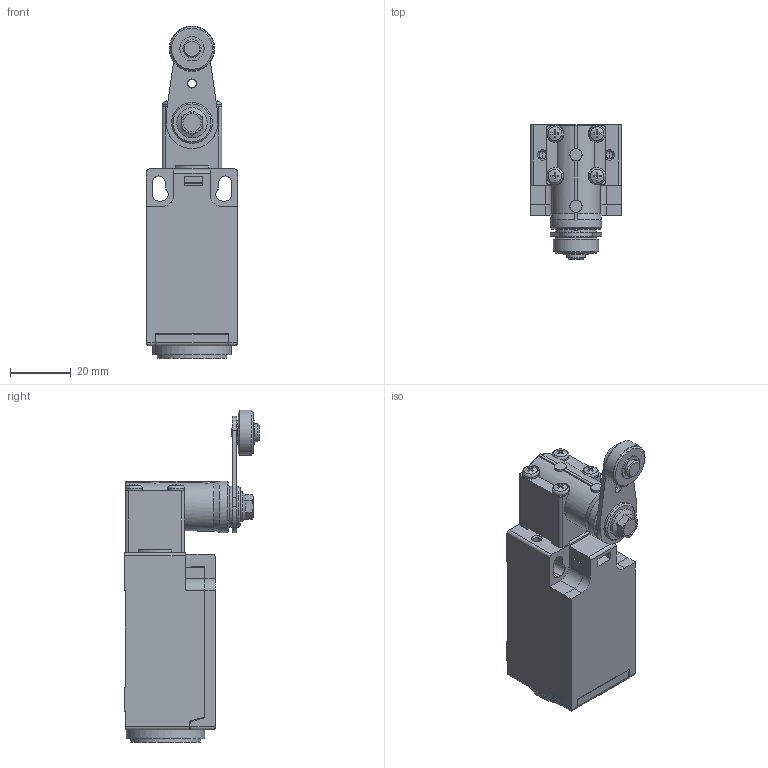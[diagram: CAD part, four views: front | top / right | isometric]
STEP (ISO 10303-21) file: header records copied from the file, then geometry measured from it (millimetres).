
FILE_DESCRIPTION (( 'STEP AP214' ), '1' );
FILE_NAME ('ZV12H-236-02Z.STEP', '2021-01-18T20:24:07', ( '' ), ( '' ), 'SwSTEP 2.0', 'SolidWorks 2019', '' );
FILE_SCHEMA (( 'AUTOMOTIVE_DESIGN' ));
Length unit declared in the file: inch
Products named in the file (1): ZV12H-236-02Z
Bounding box: 30 x 44.55 x 109.7 mm (x, y, z)
Volume: 60853.4 mm3; surface area: 19439.2 mm2
Topology: 2 solids, 3 shells, 348 faces, 847 edges, 543 vertices
Faces by surface type: plane 237, cylinder 84, cone 16, bspline 11
Full cylindrical faces by diameter (mm): 2.4 x6, 3 x1, 3.2 x4, 4 x1, 5.407 x4, 5.607 x4, 6 x3, 8 x3, 10 x2, 13 x1, 13.5 x2, 13.8 x1, 13.85 x1, 15 x1, 16.995 x1, 19 x1, 23 x1, 26 x1
Entity records: 11179 total; most frequent: CARTESIAN_POINT 3414, ORIENTED_EDGE 1564, DIRECTION 1482, EDGE_CURVE 782, VERTEX_POINT 535, VECTOR 494, AXIS2_PLACEMENT_3D 494, LINE 494
